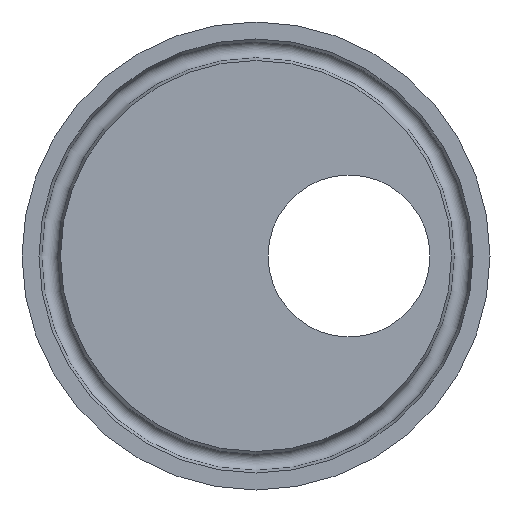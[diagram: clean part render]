
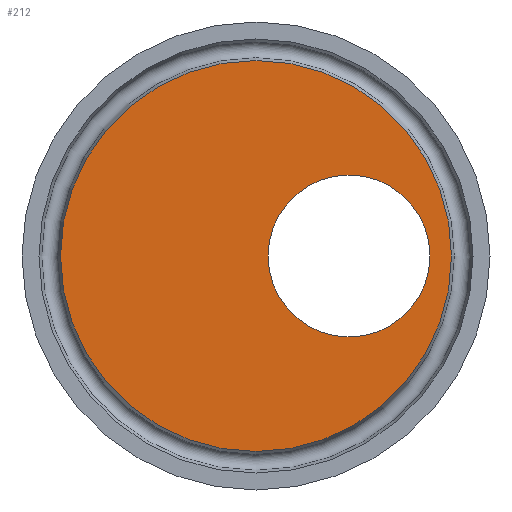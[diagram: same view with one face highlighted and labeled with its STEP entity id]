
A CAD part, left-side view. The second image highlights one B-rep face of the part: STEP entity #212.
In plain terms, the highlighted planar face has unit normal (-1, 0, 0).
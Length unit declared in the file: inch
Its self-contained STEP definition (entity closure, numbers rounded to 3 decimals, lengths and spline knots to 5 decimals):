
#19=FACE_BOUND('',#41,.T.);
#23=PLANE('',#251);
#29=FACE_OUTER_BOUND('',#40,.T.);
#40=EDGE_LOOP('',(#157,#158));
#41=EDGE_LOOP('',(#159,#160));
#67=CIRCLE('',#244,0.435);
#68=CIRCLE('',#245,0.435);
#73=CIRCLE('',#252,1.05115);
#74=CIRCLE('',#253,1.05115);
#92=VERTEX_POINT('',#363);
#93=VERTEX_POINT('',#365);
#98=VERTEX_POINT('',#379);
#99=VERTEX_POINT('',#380);
#117=EDGE_CURVE('',#93,#92,#67,.T.);
#118=EDGE_CURVE('',#92,#93,#68,.T.);
#124=EDGE_CURVE('',#98,#99,#73,.T.);
#125=EDGE_CURVE('',#99,#98,#74,.T.);
#157=ORIENTED_EDGE('',*,*,#124,.F.);
#158=ORIENTED_EDGE('',*,*,#125,.F.);
#159=ORIENTED_EDGE('',*,*,#117,.T.);
#160=ORIENTED_EDGE('',*,*,#118,.T.);
#212=ADVANCED_FACE('',(#29,#19),#23,.T.);
#244=AXIS2_PLACEMENT_3D('',#366,#286,#287);
#245=AXIS2_PLACEMENT_3D('',#367,#288,#289);
#251=AXIS2_PLACEMENT_3D('',#378,#301,#302);
#252=AXIS2_PLACEMENT_3D('',#381,#303,#304);
#253=AXIS2_PLACEMENT_3D('',#382,#305,#306);
#286=DIRECTION('center_axis',(1.,0.,0.));
#287=DIRECTION('ref_axis',(0.,1.,0.));
#288=DIRECTION('center_axis',(1.,0.,0.));
#289=DIRECTION('ref_axis',(0.,1.,0.));
#301=DIRECTION('center_axis',(-1.,0.,0.));
#302=DIRECTION('ref_axis',(0.,0.,1.));
#303=DIRECTION('center_axis',(1.,0.,0.));
#304=DIRECTION('ref_axis',(0.,0.,-1.));
#305=DIRECTION('center_axis',(1.,0.,0.));
#306=DIRECTION('ref_axis',(0.,0.,-1.));
#363=CARTESIAN_POINT('',(0.,-0.935,0.));
#365=CARTESIAN_POINT('',(0.,-0.065,0.));
#366=CARTESIAN_POINT('Origin',(0.,-0.5,0.));
#367=CARTESIAN_POINT('Origin',(0.,-0.5,0.));
#378=CARTESIAN_POINT('Origin',(0.,1.05115,0.));
#379=CARTESIAN_POINT('',(0.,1.05115,0.));
#380=CARTESIAN_POINT('',(0.,-1.05115,0.));
#381=CARTESIAN_POINT('Origin',(0.,0.,0.));
#382=CARTESIAN_POINT('Origin',(0.,0.,0.));
